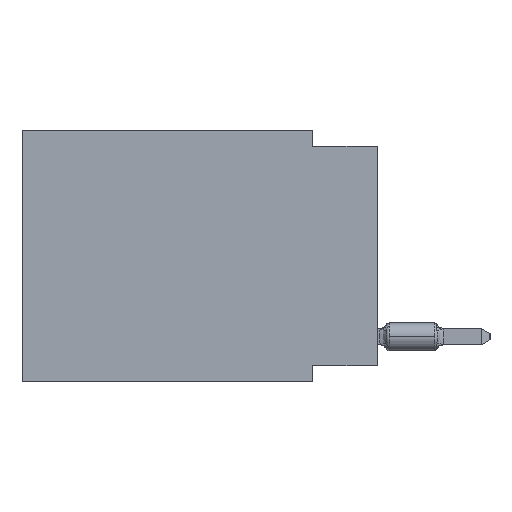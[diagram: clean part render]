
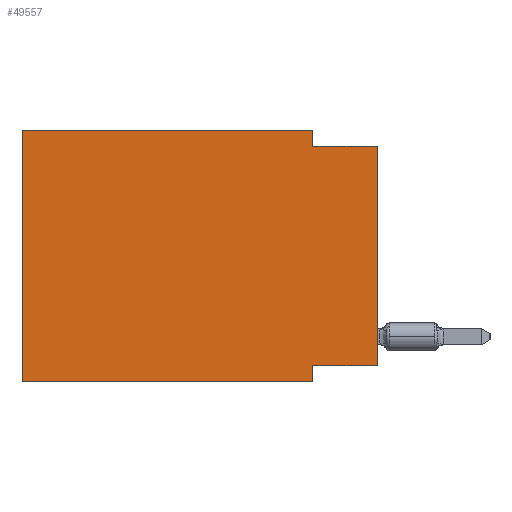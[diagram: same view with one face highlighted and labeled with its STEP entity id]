
A CAD part, left-side view. The second image highlights one B-rep face of the part: STEP entity #49557.
In plain terms, the highlighted planar face has unit normal (-1, 0, 0).
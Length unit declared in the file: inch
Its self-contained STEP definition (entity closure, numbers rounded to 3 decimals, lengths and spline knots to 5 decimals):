
#448 = DIRECTION ( 'NONE',  ( 0., -1., 0. ) ) ;
#477 = EDGE_CURVE ( 'NONE', #60750, #26295, #3092, .T. ) ;
#3092 = LINE ( 'NONE', #3429, #28562 ) ;
#3361 = CARTESIAN_POINT ( 'NONE',  ( 0., 0., 0. ) ) ;
#3429 = CARTESIAN_POINT ( 'NONE',  ( 0., 0.1, -0.39 ) ) ;
#4484 = CARTESIAN_POINT ( 'NONE',  ( 0., 0.55, 0. ) ) ;
#4962 = ORIENTED_EDGE ( 'NONE', *, *, #24421, .F. ) ;
#5769 = DIRECTION ( 'NONE',  ( 0., 0., 1. ) ) ;
#6776 = DIRECTION ( 'NONE',  ( 0., 0., -1. ) ) ;
#6862 = EDGE_CURVE ( 'NONE', #9307, #65458, #10556, .T. ) ;
#6993 = ORIENTED_EDGE ( 'NONE', *, *, #32229, .T. ) ;
#7538 = VECTOR ( 'NONE', #52171, 39.37008 ) ;
#9307 = VERTEX_POINT ( 'NONE', #24968 ) ;
#10556 = LINE ( 'NONE', #65866, #65184 ) ;
#11001 = ORIENTED_EDGE ( 'NONE', *, *, #33300, .T. ) ;
#11210 = VERTEX_POINT ( 'NONE', #18674 ) ;
#12502 = ORIENTED_EDGE ( 'NONE', *, *, #65996, .F. ) ;
#12694 = CARTESIAN_POINT ( 'NONE',  ( 0., 0.1, -0.39 ) ) ;
#13164 = ORIENTED_EDGE ( 'NONE', *, *, #477, .F. ) ;
#13246 = CARTESIAN_POINT ( 'NONE',  ( 0., 0., -0.025 ) ) ;
#14788 = CARTESIAN_POINT ( 'NONE',  ( 0., 0.1, 0. ) ) ;
#15202 = LINE ( 'NONE', #25474, #66135 ) ;
#15962 = EDGE_CURVE ( 'NONE', #65458, #38260, #39305, .T. ) ;
#18492 = FACE_OUTER_BOUND ( 'NONE', #65399, .T. ) ;
#18674 = CARTESIAN_POINT ( 'NONE',  ( 0., 0.1, -0.025 ) ) ;
#18833 = DIRECTION ( 'NONE',  ( 1., 0., 0. ) ) ;
#21687 = VECTOR ( 'NONE', #60137, 39.37008 ) ;
#24086 = ORIENTED_EDGE ( 'NONE', *, *, #35250, .F. ) ;
#24239 = DIRECTION ( 'NONE',  ( 0., 0., 1. ) ) ;
#24306 = DIRECTION ( 'NONE',  ( 0., 0., -1. ) ) ;
#24421 = EDGE_CURVE ( 'NONE', #11210, #52283, #15202, .T. ) ;
#24968 = CARTESIAN_POINT ( 'NONE',  ( 0., 0.55, -0.39 ) ) ;
#25474 = CARTESIAN_POINT ( 'NONE',  ( 0., 0., -0.025 ) ) ;
#25526 = CARTESIAN_POINT ( 'NONE',  ( 0., 0.1, -0.365 ) ) ;
#26295 = VERTEX_POINT ( 'NONE', #12694 ) ;
#26447 = CARTESIAN_POINT ( 'NONE',  ( 0., 0.55, -0.39 ) ) ;
#27298 = LINE ( 'NONE', #42688, #40541 ) ;
#28562 = VECTOR ( 'NONE', #24306, 39.37008 ) ;
#30803 = AXIS2_PLACEMENT_3D ( 'NONE', #64965, #18833, #33223 ) ;
#31197 = VERTEX_POINT ( 'NONE', #62972 ) ;
#32229 = EDGE_CURVE ( 'NONE', #31197, #52283, #50207, .T. ) ;
#33223 = DIRECTION ( 'NONE',  ( 0., 0., -1. ) ) ;
#33300 = EDGE_CURVE ( 'NONE', #9307, #26295, #37031, .T. ) ;
#35189 = CARTESIAN_POINT ( 'NONE',  ( 0., 0.55, 0. ) ) ;
#35250 = EDGE_CURVE ( 'NONE', #31197, #60750, #50565, .T. ) ;
#37031 = LINE ( 'NONE', #26447, #49931 ) ;
#38260 = VERTEX_POINT ( 'NONE', #14788 ) ;
#39305 = LINE ( 'NONE', #35189, #21687 ) ;
#40541 = VECTOR ( 'NONE', #6776, 39.37008 ) ;
#42688 = CARTESIAN_POINT ( 'NONE',  ( 0., 0.1, 0. ) ) ;
#44397 = ORIENTED_EDGE ( 'NONE', *, *, #6862, .F. ) ;
#45445 = CARTESIAN_POINT ( 'NONE',  ( 0., 0., -0.365 ) ) ;
#46648 = DIRECTION ( 'NONE',  ( 0., -1., 0. ) ) ;
#49557 = ADVANCED_FACE ( 'NONE', ( #18492 ), #54049, .F. ) ;
#49931 = VECTOR ( 'NONE', #448, 39.37008 ) ;
#50207 = LINE ( 'NONE', #3361, #55786 ) ;
#50565 = LINE ( 'NONE', #45445, #7538 ) ;
#52171 = DIRECTION ( 'NONE',  ( 0., 1., 0. ) ) ;
#52283 = VERTEX_POINT ( 'NONE', #13246 ) ;
#53973 = ORIENTED_EDGE ( 'NONE', *, *, #15962, .F. ) ;
#54049 = PLANE ( 'NONE',  #30803 ) ;
#55786 = VECTOR ( 'NONE', #24239, 39.37008 ) ;
#60137 = DIRECTION ( 'NONE',  ( 0., -1., 0. ) ) ;
#60750 = VERTEX_POINT ( 'NONE', #25526 ) ;
#62972 = CARTESIAN_POINT ( 'NONE',  ( 0., 0., -0.365 ) ) ;
#64965 = CARTESIAN_POINT ( 'NONE',  ( 0., 0.55, 0. ) ) ;
#65184 = VECTOR ( 'NONE', #5769, 39.37008 ) ;
#65399 = EDGE_LOOP ( 'NONE', ( #6993, #4962, #12502, #53973, #44397, #11001, #13164, #24086 ) ) ;
#65458 = VERTEX_POINT ( 'NONE', #4484 ) ;
#65866 = CARTESIAN_POINT ( 'NONE',  ( 0., 0.55, 0. ) ) ;
#65996 = EDGE_CURVE ( 'NONE', #38260, #11210, #27298, .T. ) ;
#66135 = VECTOR ( 'NONE', #46648, 39.37008 ) ;
